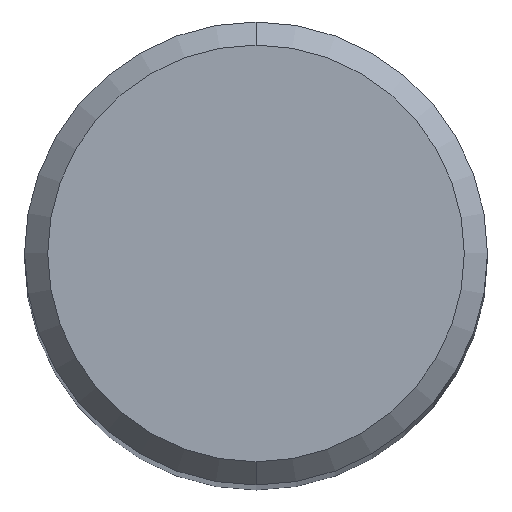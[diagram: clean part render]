
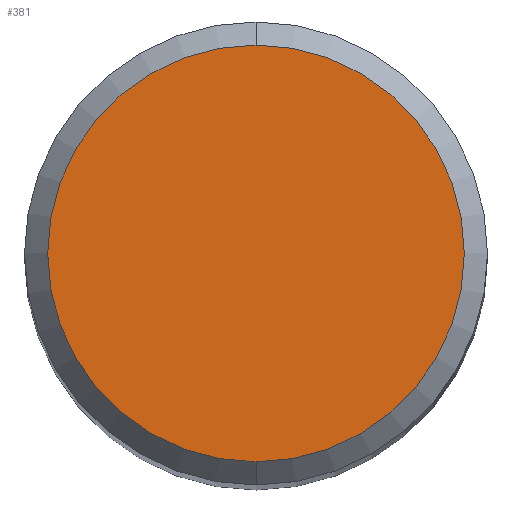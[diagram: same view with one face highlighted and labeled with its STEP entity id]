
A CAD part, top view. The second image highlights one B-rep face of the part: STEP entity #381.
In plain terms, the highlighted planar face has unit normal (0, 0, 1).
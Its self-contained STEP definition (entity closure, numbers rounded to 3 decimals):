
#185=VERTEX_POINT('',#493);
#273=EDGE_CURVE('',#185,#453,#588,.T.);
#337=EDGE_CURVE('',#453,#185,#658,.T.);
#381=ADVANCED_FACE('',(#709),#710,.T.);
#453=VERTEX_POINT('',#787);
#493=CARTESIAN_POINT('',(0.0,3.6,0.0));
#588=CIRCLE('',#1017,3.6);
#658=CIRCLE('',#1113,3.6);
#709=FACE_OUTER_BOUND('',#1233,.T.);
#710=PLANE('',#1234);
#787=CARTESIAN_POINT('',(0.,-3.6,0.0));
#1017=AXIS2_PLACEMENT_3D('',#1552,#1553,#1554);
#1113=AXIS2_PLACEMENT_3D('',#1638,#1639,#1640);
#1233=EDGE_LOOP('',(#1709,#1710));
#1234=AXIS2_PLACEMENT_3D('',#1711,#1712,#1713);
#1552=CARTESIAN_POINT('',(0.0,0.0,0.0));
#1553=DIRECTION('',(0.0,0.0,-1.0));
#1554=DIRECTION('',(0.0,1.0,0.0));
#1638=CARTESIAN_POINT('',(0.0,0.0,0.0));
#1639=DIRECTION('',(0.0,0.0,-1.0));
#1640=DIRECTION('',(0.0,1.0,0.0));
#1709=ORIENTED_EDGE('',*,*,#273,.F.);
#1710=ORIENTED_EDGE('',*,*,#337,.F.);
#1711=CARTESIAN_POINT('',(0.0,1.8,0.0));
#1712=DIRECTION('',(-0.0,0.0,1.0));
#1713=DIRECTION('',(0.0,-1.0,0.0));
